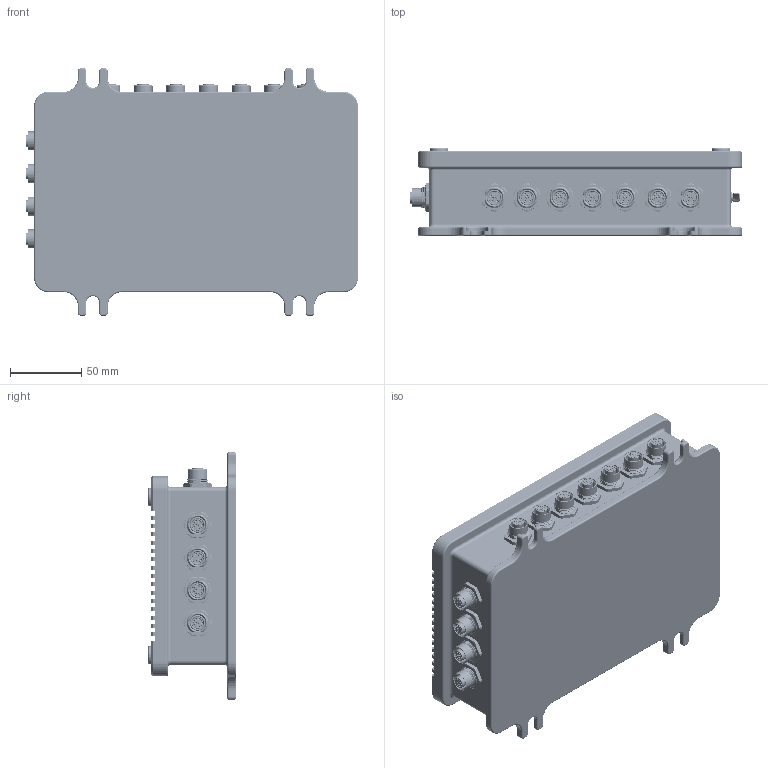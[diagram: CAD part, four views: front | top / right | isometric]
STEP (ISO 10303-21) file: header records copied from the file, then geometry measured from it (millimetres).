
FILE_DESCRIPTION (( 'STEP AP214' ), '1' );
FILE_NAME ('EM Enclosure Assm.STEP', '2024-06-17T13:28:39', ( '' ), ( '' ), 'SwSTEP 2.0', 'SolidWorks 2024', '' );
FILE_SCHEMA (( 'AUTOMOTIVE_DESIGN' ));
Length unit declared in the file: millimetre
Products named in the file (1): EM Enclosure Assm
Bounding box: 233.7 x 61.92 x 174.22 mm (x, y, z)
Volume: 620083.1 mm3; surface area: 283999.9 mm2
Topology: 25 solids, 29 shells, 4622 faces, 10979 edges, 6870 vertices
Faces by surface type: cylinder 1913, plane 1221, cone 800, bspline 356, torus 283, sphere 49
Entity records: 195248 total; most frequent: CARTESIAN_POINT 90943, ORIENTED_EDGE 21770, DIRECTION 21659, EDGE_CURVE 10885, AXIS2_PLACEMENT_3D 8871, VERTEX_POINT 6859, EDGE_LOOP 5214, ADVANCED_FACE 4622
